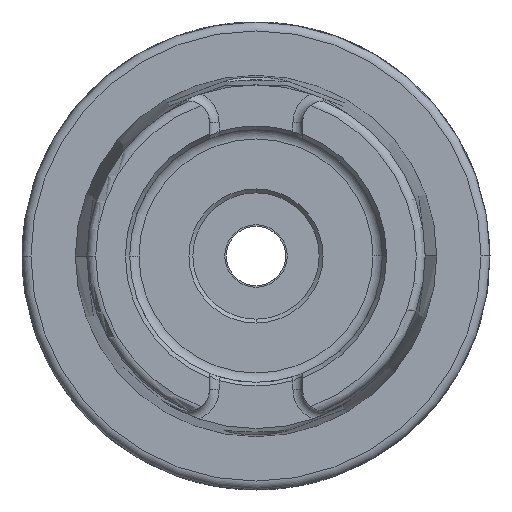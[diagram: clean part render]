
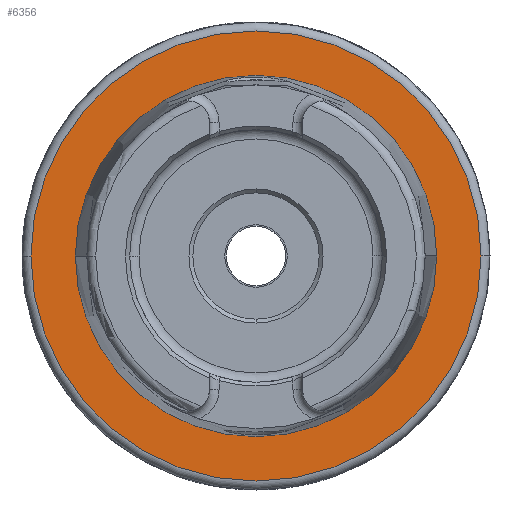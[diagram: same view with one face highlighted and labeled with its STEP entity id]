
A CAD part, left-side view. The second image highlights one B-rep face of the part: STEP entity #6356.
In plain terms, the highlighted planar face has unit normal (-1, 0, 0).
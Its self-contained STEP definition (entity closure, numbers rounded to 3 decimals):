
#630 = CARTESIAN_POINT ( 'NONE',  ( 0., 30.3, 0. ) ) ;
#641 = CARTESIAN_POINT ( 'NONE',  ( 0., 0., 0. ) ) ;
#734 = CARTESIAN_POINT ( 'NONE',  ( 0., -30.3, 0. ) ) ;
#1566 = EDGE_LOOP ( 'NONE', ( #11326, #2772 ) ) ;
#2195 = CARTESIAN_POINT ( 'NONE',  ( 0., 0., 0. ) ) ;
#2521 = CARTESIAN_POINT ( 'NONE',  ( 0., 0., 0. ) ) ;
#2692 = VERTEX_POINT ( 'NONE', #734 ) ;
#2772 = ORIENTED_EDGE ( 'NONE', *, *, #9420, .T. ) ;
#3510 = DIRECTION ( 'NONE',  ( -1., 0., 0. ) ) ;
#3890 = CIRCLE ( 'NONE', #9789, 24.321 ) ;
#4196 = VERTEX_POINT ( 'NONE', #7052 ) ;
#4244 = DIRECTION ( 'NONE',  ( 1., 0., 0. ) ) ;
#4386 = CIRCLE ( 'NONE', #9308, 30.3 ) ;
#4388 = ORIENTED_EDGE ( 'NONE', *, *, #4681, .F. ) ;
#4681 = EDGE_CURVE ( 'NONE', #7818, #2692, #4386, .T. ) ;
#5291 = FACE_BOUND ( 'NONE', #1566, .T. ) ;
#6150 = CIRCLE ( 'NONE', #10348, 24.321 ) ;
#6356 = ADVANCED_FACE ( 'NONE', ( #5291, #11722 ), #9869, .T. ) ;
#6357 = VERTEX_POINT ( 'NONE', #7117 ) ;
#6538 = CARTESIAN_POINT ( 'NONE',  ( 0., 0., 0. ) ) ;
#6862 = ORIENTED_EDGE ( 'NONE', *, *, #7752, .F. ) ;
#7052 = CARTESIAN_POINT ( 'NONE',  ( 0., -24.321, 0. ) ) ;
#7117 = CARTESIAN_POINT ( 'NONE',  ( 0., 24.321, 0. ) ) ;
#7617 = DIRECTION ( 'NONE',  ( 0., 1., 0. ) ) ;
#7752 = EDGE_CURVE ( 'NONE', #2692, #7818, #10528, .T. ) ;
#7818 = VERTEX_POINT ( 'NONE', #630 ) ;
#8014 = DIRECTION ( 'NONE',  ( 0., -1., 0. ) ) ;
#8646 = DIRECTION ( 'NONE',  ( 0., 1., 0. ) ) ;
#8901 = CARTESIAN_POINT ( 'NONE',  ( 0., 24.321, 0. ) ) ;
#9308 = AXIS2_PLACEMENT_3D ( 'NONE', #2521, #9730, #8646 ) ;
#9420 = EDGE_CURVE ( 'NONE', #4196, #6357, #6150, .T. ) ;
#9724 = DIRECTION ( 'NONE',  ( 0., 1., 0. ) ) ;
#9730 = DIRECTION ( 'NONE',  ( 1., 0., 0. ) ) ;
#9789 = AXIS2_PLACEMENT_3D ( 'NONE', #6538, #11087, #10188 ) ;
#9869 = PLANE ( 'NONE',  #11449 ) ;
#10188 = DIRECTION ( 'NONE',  ( 0., 1., 0. ) ) ;
#10348 = AXIS2_PLACEMENT_3D ( 'NONE', #641, #11583, #9724 ) ;
#10528 = CIRCLE ( 'NONE', #11659, 30.3 ) ;
#11087 = DIRECTION ( 'NONE',  ( 1., 0., 0. ) ) ;
#11175 = EDGE_CURVE ( 'NONE', #6357, #4196, #3890, .T. ) ;
#11251 = EDGE_LOOP ( 'NONE', ( #4388, #6862 ) ) ;
#11326 = ORIENTED_EDGE ( 'NONE', *, *, #11175, .T. ) ;
#11449 = AXIS2_PLACEMENT_3D ( 'NONE', #8901, #3510, #8014 ) ;
#11583 = DIRECTION ( 'NONE',  ( 1., 0., 0. ) ) ;
#11659 = AXIS2_PLACEMENT_3D ( 'NONE', #2195, #4244, #7617 ) ;
#11722 = FACE_OUTER_BOUND ( 'NONE', #11251, .T. ) ;
